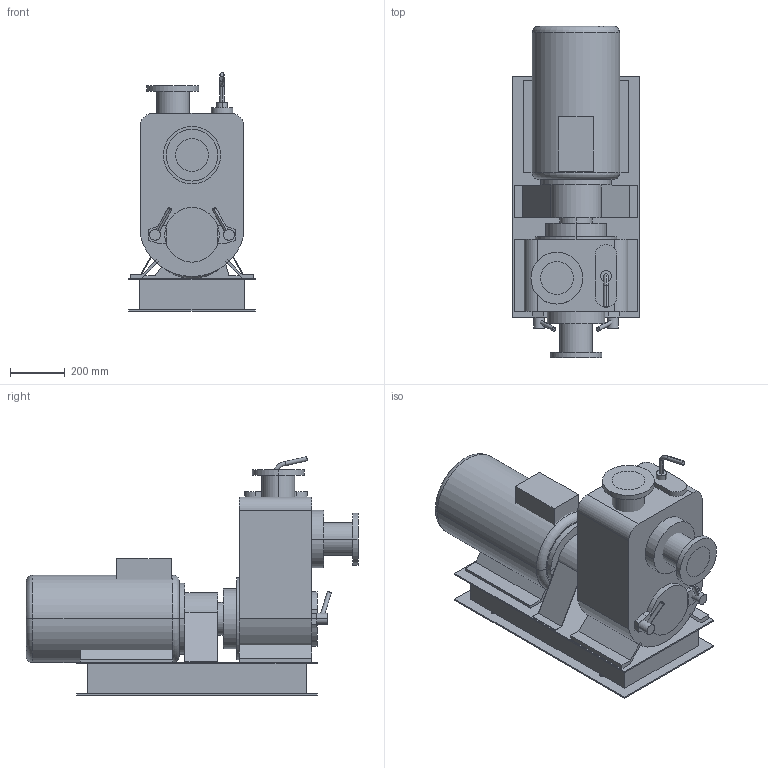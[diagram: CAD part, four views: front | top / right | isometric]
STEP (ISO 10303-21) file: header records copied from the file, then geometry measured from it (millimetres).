
FILE_DESCRIPTION(/* description */ (''),/* implementation_level */ '2;1');
FILE_NAME(/* name */ 'Насос Иртыш НС6 80-279-279-7,5-4-400_Q=30м3-ч.stp',/* time_stamp */ '2024-11-11T12:45:24+03:00',/* author */ ('a.zyazeva'),/* organization */ (''),/* preprocessor_version */ 'ST-DEVELOPER v18.1',/* originating_system */ 'Autodesk Inventor 2022',/* authorisation */ '');
FILE_SCHEMA (('AUTOMOTIVE_DESIGN { 1 0 10303 214 3 1 1 }'));
Length unit declared in the file: millimetre
Products named in the file (1): Насос Иртыш НС6
 80-279-279-7,5-4-400_Q=30м3-ч
Bounding box: 462 x 1216 x 873.86 mm (x, y, z)
Volume: 179982407.2 mm3; surface area: 4940995.4 mm2
Topology: 27 solids, 27 shells, 202 faces, 416 edges, 262 vertices
Faces by surface type: plane 139, cylinder 53, torus 6, cone 4
Entity records: 5866 total; most frequent: CARTESIAN_POINT 1518, DIRECTION 902, ORIENTED_EDGE 824, EDGE_CURVE 412, AXIS2_PLACEMENT_3D 309, LINE 284, VECTOR 284, VERTEX_POINT 262
